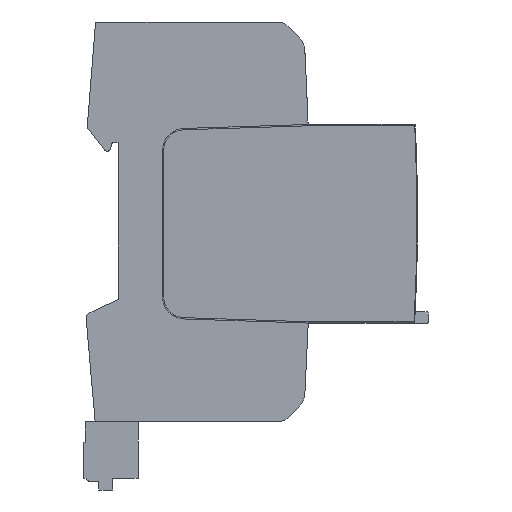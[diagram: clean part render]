
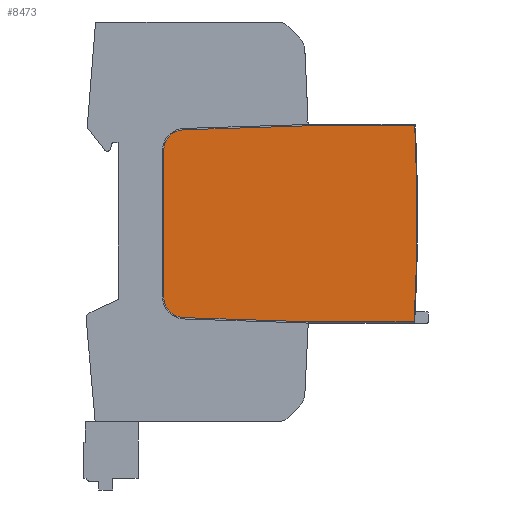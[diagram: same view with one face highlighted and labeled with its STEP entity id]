
A CAD part, left-side view. The second image highlights one B-rep face of the part: STEP entity #8473.
In plain terms, the highlighted planar face has unit normal (-1, 0, 0).
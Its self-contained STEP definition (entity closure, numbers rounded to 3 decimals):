
#617=DIRECTION('',(0.,-1.,0.));
#618=VECTOR('',#617,23.898);
#619=CARTESIAN_POINT('',(-63.,-38.914,
-22.527));
#620=LINE('',#619,#618);
#643=CARTESIAN_POINT('',(-63.,336.41,0.75));
#644=DIRECTION('',(1.,0.,0.));
#645=DIRECTION('',(0.,-0.999,0.052));
#646=AXIS2_PLACEMENT_3D('',#643,#644,#645);
#648=DIRECTION('',(0.,0.999,0.033));
#649=VECTOR('',#648,28.085);
#650=CARTESIAN_POINT('',(-63.,-38.914,
-22.527));
#651=LINE('',#650,#649);
#652=CARTESIAN_POINT('',(-63.,-11.,-16.9));
#653=DIRECTION('',(1.,0.,0.));
#654=DIRECTION('',(0.,0.033,-0.999));
#655=AXIS2_PLACEMENT_3D('',#652,#653,#654);
#657=CARTESIAN_POINT('',(-63.,-11.,16.1));
#658=DIRECTION('',(1.,0.,0.));
#659=DIRECTION('',(0.,1.,0.));
#660=AXIS2_PLACEMENT_3D('',#657,#658,#659);
#662=DIRECTION('',(0.,-0.999,0.032));
#663=VECTOR('',#662,28.08);
#664=CARTESIAN_POINT('',(-63.,-10.849,20.798));
#665=LINE('',#664,#663);
#666=DIRECTION('',(0.,-1.,0.));
#667=VECTOR('',#666,24.027);
#668=CARTESIAN_POINT('',(-63.,-38.914,21.7));
#669=LINE('',#668,#667);
#690=DIRECTION('',(0.,0.,-1.));
#691=VECTOR('',#690,33.);
#692=CARTESIAN_POINT('',(-63.,-6.3,16.1));
#693=LINE('',#692,#691);
#6654=CARTESIAN_POINT('',(-63.,-62.941,21.7));
#6655=CARTESIAN_POINT('',(-63.,-62.812,-22.527));
#6656=VERTEX_POINT('',#6654);
#6657=VERTEX_POINT('',#6655);
#6658=CARTESIAN_POINT('',(-63.,-38.914,
-22.527));
#6659=VERTEX_POINT('',#6658);
#6660=CARTESIAN_POINT('',(-63.,-10.844,-21.597));
#6661=VERTEX_POINT('',#6660);
#6662=CARTESIAN_POINT('',(-63.,-6.3,-16.9));
#6663=VERTEX_POINT('',#6662);
#6664=CARTESIAN_POINT('',(-63.,-6.3,16.1));
#6665=VERTEX_POINT('',#6664);
#6666=CARTESIAN_POINT('',(-63.,-10.849,20.798));
#6667=VERTEX_POINT('',#6666);
#6668=CARTESIAN_POINT('',(-63.,-38.914,
21.7));
#6669=VERTEX_POINT('',#6668);
#8452=CARTESIAN_POINT('',(-63.,0.,0.));
#8453=DIRECTION('',(1.,0.,0.));
#8454=DIRECTION('',(0.,1.,0.));
#8455=AXIS2_PLACEMENT_3D('',#8452,#8453,#8454);
#8456=PLANE('',#8455);
#8457=ORIENTED_EDGE('',*,*,#8438,.T.);
#8458=ORIENTED_EDGE('',*,*,#8428,.F.);
#8460=ORIENTED_EDGE('',*,*,#8459,.T.);
#8462=ORIENTED_EDGE('',*,*,#8461,.T.);
#8464=ORIENTED_EDGE('',*,*,#8463,.F.);
#8466=ORIENTED_EDGE('',*,*,#8465,.T.);
#8468=ORIENTED_EDGE('',*,*,#8467,.T.);
#8470=ORIENTED_EDGE('',*,*,#8469,.T.);
#8471=EDGE_LOOP('',(#8457,#8458,#8460,#8462,#8464,#8466,#8468,#8470));
#8472=FACE_OUTER_BOUND('',#8471,.F.);
#647=CIRCLE('',#646,399.9);
#656=CIRCLE('',#655,4.7);
#661=CIRCLE('',#660,4.7);
#8428=EDGE_CURVE('',#6659,#6657,#620,.T.);
#8438=EDGE_CURVE('',#6656,#6657,#647,.T.);
#8459=EDGE_CURVE('',#6659,#6661,#651,.T.);
#8461=EDGE_CURVE('',#6661,#6663,#656,.T.);
#8463=EDGE_CURVE('',#6665,#6663,#693,.T.);
#8465=EDGE_CURVE('',#6665,#6667,#661,.T.);
#8467=EDGE_CURVE('',#6667,#6669,#665,.T.);
#8469=EDGE_CURVE('',#6669,#6656,#669,.T.);
#8473=ADVANCED_FACE('',(#8472),#8456,.F.);
